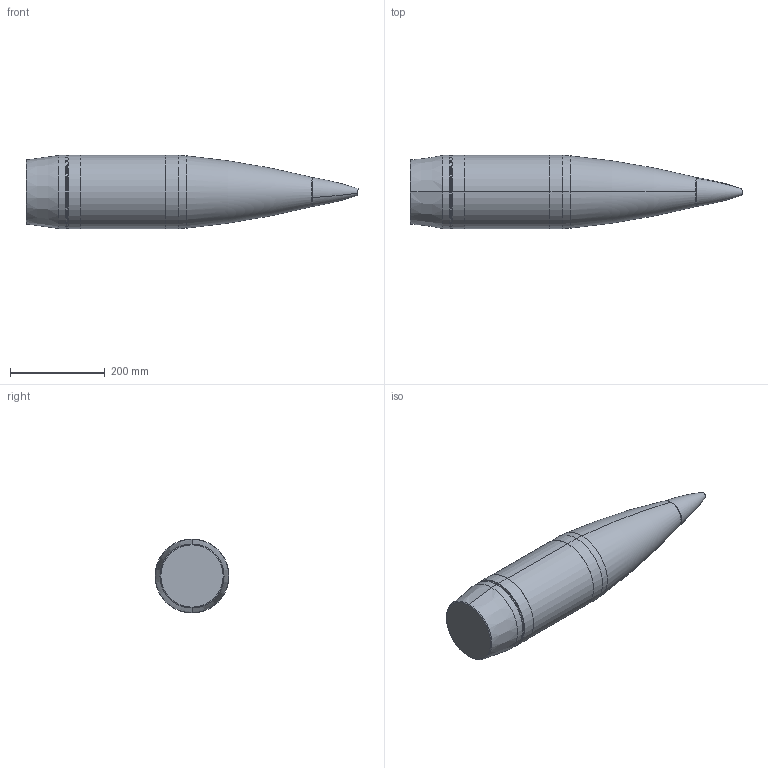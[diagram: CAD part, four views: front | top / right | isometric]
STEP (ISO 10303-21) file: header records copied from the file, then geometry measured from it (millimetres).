
FILE_DESCRIPTION (( 'STEP AP203' ), '1' );
FILE_NAME ('M107_Projectile.STEP', '2025-10-05T17:09:43', ( '' ), ( '' ), 'SwSTEP 2.0', 'SolidWorks 2022', '' );
FILE_SCHEMA (( 'CONFIG_CONTROL_DESIGN' ));
Length unit declared in the file: millimetre
Products named in the file (5): M107_Projectile; Explosive; Dummy_Fuze; vase; Band
Assembly tree (4 placements, depth 2):
  M107_Projectile
    vase
    Explosive
    Dummy_Fuze
    Band
Bounding box: 700.32 x 156 x 156 mm (x, y, z)
Volume: 9105618.6 mm3; surface area: 672776.5 mm2
Topology: 4 solids, 4 shells, 120 faces, 234 edges, 126 vertices
Faces by surface type: cone 46, cylinder 32, torus 28, plane 10, sphere 4
Entity records: 3561 total; most frequent: DIRECTION 644, CARTESIAN_POINT 487, ORIENTED_EDGE 468, AXIS2_PLACEMENT_3D 283, EDGE_CURVE 234, CIRCLE 156, EDGE_LOOP 126, VERTEX_POINT 126
